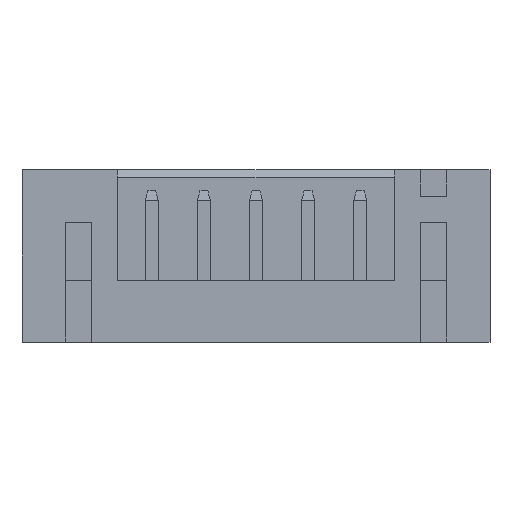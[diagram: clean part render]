
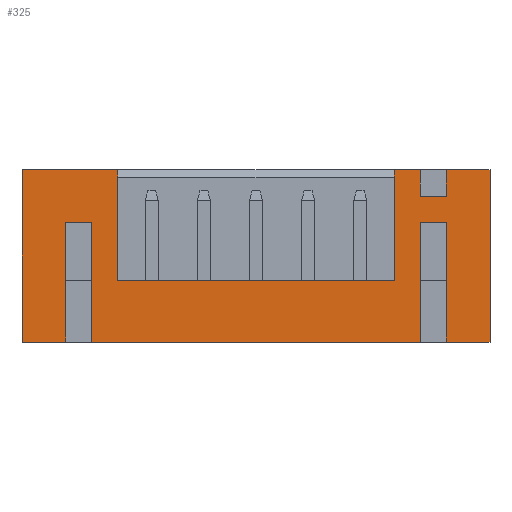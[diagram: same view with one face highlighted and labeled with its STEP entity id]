
A CAD part, front view. The second image highlights one B-rep face of the part: STEP entity #325.
In plain terms, the highlighted planar face has unit normal (0, -1, 0).
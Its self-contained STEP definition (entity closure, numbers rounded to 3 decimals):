
#325=ADVANCED_FACE('',(#2753),#2755,.T.);
#2753=FACE_BOUND('',#2754,.T.);
#2754=EDGE_LOOP('',(#4661,#4662,#4663,#4664,#4665,#4666,#4667,#4668,#4669,#4670,
#4671,#4672,#4673,#4674,#4675,#4676,#4677,#4678,#4679,#4680));
#2755=PLANE('',#2756);
#2756=AXIS2_PLACEMENT_3D('',#2757,#2758,#2759);
#2757=CARTESIAN_POINT('',(-1.,-1.9,0.));
#2758=DIRECTION('',(0.,-1.,0.));
#2759=DIRECTION('',(1.,0.,0.));
#4661=ORIENTED_EDGE('',*,*,#6005,.T.);
#4662=ORIENTED_EDGE('',*,*,#6006,.T.);
#4663=ORIENTED_EDGE('',*,*,#6007,.T.);
#4664=ORIENTED_EDGE('',*,*,#6008,.F.);
#4665=ORIENTED_EDGE('',*,*,#6009,.T.);
#4666=ORIENTED_EDGE('',*,*,#6010,.T.);
#4667=ORIENTED_EDGE('',*,*,#6011,.T.);
#4668=ORIENTED_EDGE('',*,*,#6012,.F.);
#4669=ORIENTED_EDGE('',*,*,#6013,.F.);
#4670=ORIENTED_EDGE('',*,*,#6014,.T.);
#4671=ORIENTED_EDGE('',*,*,#6015,.T.);
#4672=ORIENTED_EDGE('',*,*,#6016,.T.);
#4673=ORIENTED_EDGE('',*,*,#6017,.T.);
#4674=ORIENTED_EDGE('',*,*,#6018,.T.);
#4675=ORIENTED_EDGE('',*,*,#6019,.T.);
#4676=ORIENTED_EDGE('',*,*,#6020,.T.);
#4677=ORIENTED_EDGE('',*,*,#6021,.T.);
#4678=ORIENTED_EDGE('',*,*,#6022,.T.);
#4679=ORIENTED_EDGE('',*,*,#6023,.T.);
#4680=ORIENTED_EDGE('',*,*,#6024,.F.);
#6005=EDGE_CURVE('',#6761,#6762,#6763,.F.);
#6006=EDGE_CURVE('',#6762,#6764,#6765,.F.);
#6007=EDGE_CURVE('',#6764,#6766,#6767,.F.);
#6008=EDGE_CURVE('',#6768,#6766,#6769,.T.);
#6009=EDGE_CURVE('',#6768,#6770,#6771,.F.);
#6010=EDGE_CURVE('',#6770,#6772,#6773,.F.);
#6011=EDGE_CURVE('',#6772,#6774,#6775,.F.);
#6012=EDGE_CURVE('',#6776,#6774,#6777,.T.);
#6013=EDGE_CURVE('',#6778,#6776,#6779,.T.);
#6014=EDGE_CURVE('',#6778,#6780,#6781,.T.);
#6015=EDGE_CURVE('',#6780,#6782,#6783,.F.);
#6016=EDGE_CURVE('',#6782,#6784,#6785,.F.);
#6017=EDGE_CURVE('',#6784,#6786,#6787,.F.);
#6018=EDGE_CURVE('',#6786,#6788,#6789,.T.);
#6019=EDGE_CURVE('',#6788,#6790,#6791,.F.);
#6020=EDGE_CURVE('',#6790,#6792,#6793,.F.);
#6021=EDGE_CURVE('',#6792,#6794,#6795,.F.);
#6022=EDGE_CURVE('',#6794,#6796,#6797,.T.);
#6023=EDGE_CURVE('',#6796,#6798,#6799,.T.);
#6024=EDGE_CURVE('',#6761,#6798,#6800,.T.);
#6761=VERTEX_POINT('',#8069);
#6762=VERTEX_POINT('',#8070);
#6763=LINE('',#8071,#8072);
#6764=VERTEX_POINT('',#8074);
#6765=LINE('',#8075,#8076);
#6766=VERTEX_POINT('',#8078);
#6767=LINE('',#8079,#8080);
#6768=VERTEX_POINT('',#8082);
#6769=LINE('',#8083,#8084);
#6770=VERTEX_POINT('',#8086);
#6771=LINE('',#8087,#8088);
#6772=VERTEX_POINT('',#8090);
#6773=LINE('',#8091,#8092);
#6774=VERTEX_POINT('',#8094);
#6775=LINE('',#8095,#8096);
#6776=VERTEX_POINT('',#8098);
#6777=LINE('',#8099,#8100);
#6778=VERTEX_POINT('',#8102);
#6779=LINE('',#8103,#8104);
#6780=VERTEX_POINT('',#8106);
#6781=LINE('',#8107,#8108);
#6782=VERTEX_POINT('',#8110);
#6783=LINE('',#8111,#8112);
#6784=VERTEX_POINT('',#8114);
#6785=LINE('',#8115,#8116);
#6786=VERTEX_POINT('',#8118);
#6787=LINE('',#8119,#8120);
#6788=VERTEX_POINT('',#8122);
#6789=LINE('',#8123,#8124);
#6790=VERTEX_POINT('',#8126);
#6791=LINE('',#8127,#8128);
#6792=VERTEX_POINT('',#8130);
#6793=LINE('',#8131,#8132);
#6794=VERTEX_POINT('',#8134);
#6795=LINE('',#8135,#8136);
#6796=VERTEX_POINT('',#8138);
#6797=LINE('',#8139,#8140);
#6798=VERTEX_POINT('',#8142);
#6799=LINE('',#8143,#8144);
#6800=LINE('',#8146,#8147);
#8069=CARTESIAN_POINT('',(13.3,-1.9,6.6));
#8070=CARTESIAN_POINT('',(13.3,-1.9,5.6));
#8071=CARTESIAN_POINT('',(13.3,-1.9,5.6));
#8072=VECTOR('',#8073,1.);
#8073=DIRECTION('',(0.,0.,1.));
#8074=CARTESIAN_POINT('',(12.3,-1.9,5.6));
#8075=CARTESIAN_POINT('',(12.3,-1.9,5.6));
#8076=VECTOR('',#8077,1.);
#8077=DIRECTION('',(1.,0.,0.));
#8078=CARTESIAN_POINT('',(12.3,-1.9,6.6));
#8079=CARTESIAN_POINT('',(12.3,-1.9,6.6));
#8080=VECTOR('',#8081,1.);
#8081=DIRECTION('',(0.,0.,-1.));
#8082=CARTESIAN_POINT('',(11.3,-1.9,6.6));
#8083=CARTESIAN_POINT('',(11.3,-1.9,6.6));
#8084=VECTOR('',#8085,1.);
#8085=DIRECTION('',(1.,0.,0.));
#8086=CARTESIAN_POINT('',(11.3,-1.9,2.35));
#8087=CARTESIAN_POINT('',(11.3,-1.9,2.35));
#8088=VECTOR('',#8089,1.);
#8089=DIRECTION('',(0.,0.,1.));
#8090=CARTESIAN_POINT('',(0.7,-1.9,2.35));
#8091=CARTESIAN_POINT('',(0.7,-1.9,2.35));
#8092=VECTOR('',#8093,1.);
#8093=DIRECTION('',(1.,0.,0.));
#8094=CARTESIAN_POINT('',(0.7,-1.9,6.6));
#8095=CARTESIAN_POINT('',(0.7,-1.9,6.6));
#8096=VECTOR('',#8097,1.);
#8097=DIRECTION('',(0.,0.,-1.));
#8098=CARTESIAN_POINT('',(-2.975,-1.9,6.6));
#8099=CARTESIAN_POINT('',(-2.975,-1.9,6.6));
#8100=VECTOR('',#8101,1.);
#8101=DIRECTION('',(1.,0.,0.));
#8102=CARTESIAN_POINT('',(-2.975,-1.9,0.));
#8103=CARTESIAN_POINT('',(-2.975,-1.9,0.));
#8104=VECTOR('',#8105,1.);
#8105=DIRECTION('',(0.,0.,1.));
#8106=CARTESIAN_POINT('',(-1.3,-1.9,0.));
#8107=CARTESIAN_POINT('',(-2.975,-1.9,0.));
#8108=VECTOR('',#8109,1.);
#8109=DIRECTION('',(1.,0.,0.));
#8110=CARTESIAN_POINT('',(-1.3,-1.9,4.6));
#8111=CARTESIAN_POINT('',(-1.3,-1.9,4.6));
#8112=VECTOR('',#8113,1.);
#8113=DIRECTION('',(0.,0.,-1.));
#8114=CARTESIAN_POINT('',(-0.3,-1.9,4.6));
#8115=CARTESIAN_POINT('',(-0.3,-1.9,4.6));
#8116=VECTOR('',#8117,1.);
#8117=DIRECTION('',(-1.,0.,0.));
#8118=CARTESIAN_POINT('',(-0.3,-1.9,0.));
#8119=CARTESIAN_POINT('',(-0.3,-1.9,0.));
#8120=VECTOR('',#8121,1.);
#8121=DIRECTION('',(0.,0.,1.));
#8122=CARTESIAN_POINT('',(12.3,-1.9,0.));
#8123=CARTESIAN_POINT('',(-0.3,-1.9,0.));
#8124=VECTOR('',#8125,1.);
#8125=DIRECTION('',(1.,0.,0.));
#8126=CARTESIAN_POINT('',(12.3,-1.9,4.6));
#8127=CARTESIAN_POINT('',(12.3,-1.9,4.6));
#8128=VECTOR('',#8129,1.);
#8129=DIRECTION('',(0.,0.,-1.));
#8130=CARTESIAN_POINT('',(13.3,-1.9,4.6));
#8131=CARTESIAN_POINT('',(13.3,-1.9,4.6));
#8132=VECTOR('',#8133,1.);
#8133=DIRECTION('',(-1.,0.,0.));
#8134=CARTESIAN_POINT('',(13.3,-1.9,0.));
#8135=CARTESIAN_POINT('',(13.3,-1.9,0.));
#8136=VECTOR('',#8137,1.);
#8137=DIRECTION('',(0.,0.,1.));
#8138=CARTESIAN_POINT('',(14.975,-1.9,0.));
#8139=CARTESIAN_POINT('',(13.3,-1.9,0.));
#8140=VECTOR('',#8141,1.);
#8141=DIRECTION('',(1.,0.,0.));
#8142=CARTESIAN_POINT('',(14.975,-1.9,6.6));
#8143=CARTESIAN_POINT('',(14.975,-1.9,0.));
#8144=VECTOR('',#8145,1.);
#8145=DIRECTION('',(0.,0.,1.));
#8146=CARTESIAN_POINT('',(13.3,-1.9,6.6));
#8147=VECTOR('',#8148,1.);
#8148=DIRECTION('',(1.,0.,0.));
